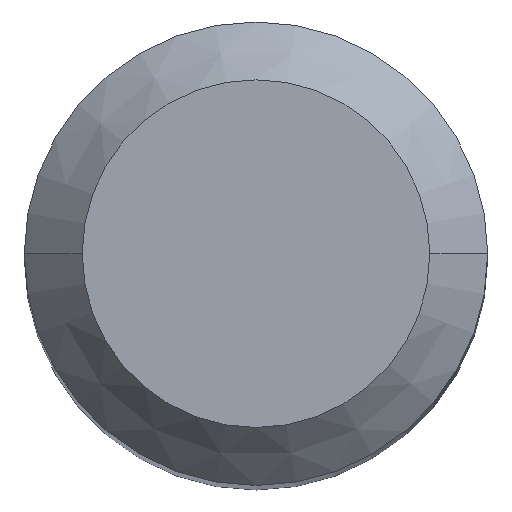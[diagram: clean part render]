
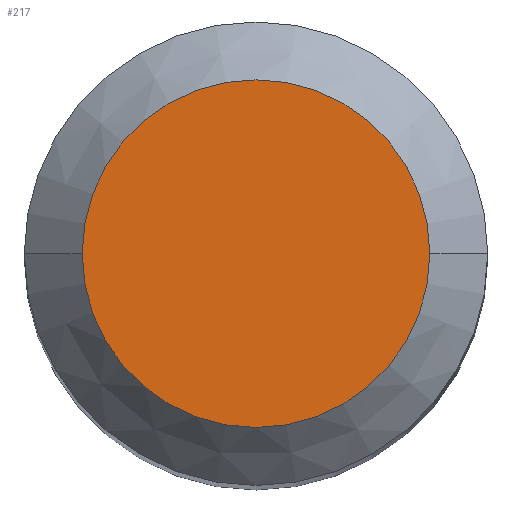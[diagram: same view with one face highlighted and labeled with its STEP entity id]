
A CAD part, top view. The second image highlights one B-rep face of the part: STEP entity #217.
In plain terms, the highlighted planar face has unit normal (0, 0, 1).
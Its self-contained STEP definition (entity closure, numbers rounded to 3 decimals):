
#61=CARTESIAN_POINT('',(0.,0.,70.));
#62=DIRECTION('',(0.,0.,1.));
#63=DIRECTION('',(-1.,0.,0.));
#64=AXIS2_PLACEMENT_3D('',#61,#62,#63);
#66=CARTESIAN_POINT('',(0.,0.,70.));
#67=DIRECTION('',(0.,0.,1.));
#68=DIRECTION('',(1.,0.,0.));
#69=AXIS2_PLACEMENT_3D('',#66,#67,#68);
#101=CARTESIAN_POINT('',(-3.,0.,70.));
#102=CARTESIAN_POINT('',(3.,0.,70.));
#103=VERTEX_POINT('',#101);
#104=VERTEX_POINT('',#102);
#207=CARTESIAN_POINT('',(0.,0.,70.));
#208=DIRECTION('',(0.,0.,1.));
#209=DIRECTION('',(1.,0.,0.));
#210=AXIS2_PLACEMENT_3D('',#207,#208,#209);
#211=PLANE('',#210);
#212=ORIENTED_EDGE('',*,*,#197,.F.);
#214=ORIENTED_EDGE('',*,*,#213,.F.);
#215=EDGE_LOOP('',(#212,#214));
#216=FACE_OUTER_BOUND('',#215,.F.);
#65=CIRCLE('',#64,3.);
#70=CIRCLE('',#69,3.);
#197=EDGE_CURVE('',#103,#104,#65,.T.);
#213=EDGE_CURVE('',#104,#103,#70,.T.);
#217=ADVANCED_FACE('',(#216),#211,.T.);
